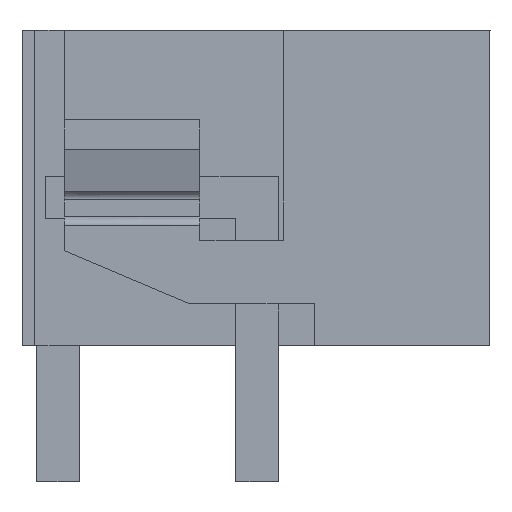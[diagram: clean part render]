
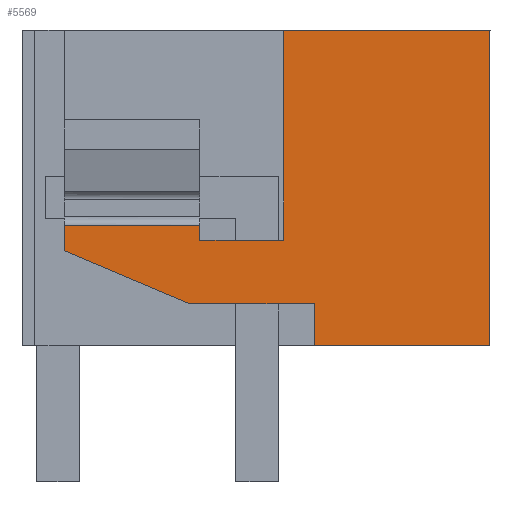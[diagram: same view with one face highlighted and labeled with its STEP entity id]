
A CAD part, left-side view. The second image highlights one B-rep face of the part: STEP entity #5569.
In plain terms, the highlighted planar face has unit normal (-1, 0, 0).
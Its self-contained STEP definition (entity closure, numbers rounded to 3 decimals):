
#5500=AXIS2_PLACEMENT_3D('Plane Axis2P3D',#5497,#5498,#5499) ;
#88=CARTESIAN_POINT('Vertex',(0.,0.,3.2)) ;
#93=CARTESIAN_POINT('Line Origine',(0.,2.075,3.2)) ;
#97=CARTESIAN_POINT('Vertex',(0.,4.15,3.2)) ;
#1866=CARTESIAN_POINT('Vertex',(0.,4.875,10.65)) ;
#1869=CARTESIAN_POINT('Line Origine',(0.,2.437,10.65)) ;
#1873=CARTESIAN_POINT('Vertex',(0.,0.,10.65)) ;
#5375=CARTESIAN_POINT('Line Origine',(0.,0.,6.925)) ;
#5497=CARTESIAN_POINT('Axis2P3D Location',(0.,11.05,0.)) ;
#5502=CARTESIAN_POINT('Line Origine',(0.,4.875,8.175)) ;
#5506=CARTESIAN_POINT('Vertex',(0.,4.875,5.7)) ;
#5509=CARTESIAN_POINT('Line Origine',(0.,5.863,5.7)) ;
#5513=CARTESIAN_POINT('Vertex',(0.,6.85,5.7)) ;
#5516=CARTESIAN_POINT('Line Origine',(0.,6.85,5.875)) ;
#5520=CARTESIAN_POINT('Vertex',(0.,6.85,6.05)) ;
#5523=CARTESIAN_POINT('Line Origine',(0.,8.45,6.05)) ;
#5527=CARTESIAN_POINT('Vertex',(0.,10.05,6.05)) ;
#5530=CARTESIAN_POINT('Line Origine',(0.,10.05,5.75)) ;
#5534=CARTESIAN_POINT('Vertex',(0.,10.05,5.45)) ;
#5537=CARTESIAN_POINT('Line Origine',(0.,8.571,4.823)) ;
#5541=CARTESIAN_POINT('Vertex',(0.,7.092,4.197)) ;
#5544=CARTESIAN_POINT('Line Origine',(0.,5.621,4.197)) ;
#5548=CARTESIAN_POINT('Vertex',(0.,4.15,4.197)) ;
#5551=CARTESIAN_POINT('Line Origine',(0.,4.15,3.698)) ;
#94=DIRECTION('Vector Direction',(0.,1.,0.)) ;
#1870=DIRECTION('Vector Direction',(0.,-1.,0.)) ;
#5376=DIRECTION('Vector Direction',(0.,0.,-1.)) ;
#5498=DIRECTION('Axis2P3D Direction',(-1.,0.,0.)) ;
#5499=DIRECTION('Axis2P3D XDirection',(0.,-1.,0.)) ;
#5503=DIRECTION('Vector Direction',(0.,0.,1.)) ;
#5510=DIRECTION('Vector Direction',(0.,1.,0.)) ;
#5517=DIRECTION('Vector Direction',(0.,0.,1.)) ;
#5524=DIRECTION('Vector Direction',(0.,-1.,0.)) ;
#5531=DIRECTION('Vector Direction',(0.,0.,-1.)) ;
#5538=DIRECTION('Vector Direction',(0.,0.921,0.39)) ;
#5545=DIRECTION('Vector Direction',(0.,-1.,0.)) ;
#5552=DIRECTION('Vector Direction',(0.,0.,-1.)) ;
#95=VECTOR('Line Direction',#94,1.) ;
#1871=VECTOR('Line Direction',#1870,1.) ;
#5377=VECTOR('Line Direction',#5376,1.) ;
#5504=VECTOR('Line Direction',#5503,1.) ;
#5511=VECTOR('Line Direction',#5510,1.) ;
#5518=VECTOR('Line Direction',#5517,1.) ;
#5525=VECTOR('Line Direction',#5524,1.) ;
#5532=VECTOR('Line Direction',#5531,1.) ;
#5539=VECTOR('Line Direction',#5538,1.) ;
#5546=VECTOR('Line Direction',#5545,1.) ;
#5553=VECTOR('Line Direction',#5552,1.) ;
#5557=ORIENTED_EDGE('',*,*,#99,.T.) ;
#5558=ORIENTED_EDGE('',*,*,#5379,.T.) ;
#5559=ORIENTED_EDGE('',*,*,#1875,.T.) ;
#5560=ORIENTED_EDGE('',*,*,#5508,.T.) ;
#5561=ORIENTED_EDGE('',*,*,#5515,.T.) ;
#5562=ORIENTED_EDGE('',*,*,#5522,.T.) ;
#5563=ORIENTED_EDGE('',*,*,#5529,.F.) ;
#5564=ORIENTED_EDGE('',*,*,#5536,.T.) ;
#5565=ORIENTED_EDGE('',*,*,#5543,.T.) ;
#5566=ORIENTED_EDGE('',*,*,#5550,.T.) ;
#5567=ORIENTED_EDGE('',*,*,#5555,.T.) ;
#5569=ADVANCED_FACE('HOUSING',(#5568),#5501,.T.) ;
#99=EDGE_CURVE('',#98,#89,#96,.F.) ;
#1875=EDGE_CURVE('',#1874,#1867,#1872,.F.) ;
#5379=EDGE_CURVE('',#89,#1874,#5378,.F.) ;
#5508=EDGE_CURVE('',#1867,#5507,#5505,.F.) ;
#5515=EDGE_CURVE('',#5507,#5514,#5512,.T.) ;
#5522=EDGE_CURVE('',#5514,#5521,#5519,.T.) ;
#5529=EDGE_CURVE('',#5528,#5521,#5526,.T.) ;
#5536=EDGE_CURVE('',#5528,#5535,#5533,.T.) ;
#5543=EDGE_CURVE('',#5535,#5542,#5540,.F.) ;
#5550=EDGE_CURVE('',#5542,#5549,#5547,.T.) ;
#5555=EDGE_CURVE('',#5549,#98,#5554,.T.) ;
#5556=EDGE_LOOP('',(#5557,#5558,#5559,#5560,#5561,#5562,#5563,#5564,#5565,#5566,#5567)) ;
#5568=FACE_OUTER_BOUND('',#5556,.T.) ;
#96=LINE('Line',#93,#95) ;
#1872=LINE('Line',#1869,#1871) ;
#5378=LINE('Line',#5375,#5377) ;
#5505=LINE('Line',#5502,#5504) ;
#5512=LINE('Line',#5509,#5511) ;
#5519=LINE('Line',#5516,#5518) ;
#5526=LINE('Line',#5523,#5525) ;
#5533=LINE('Line',#5530,#5532) ;
#5540=LINE('Line',#5537,#5539) ;
#5547=LINE('Line',#5544,#5546) ;
#5554=LINE('Line',#5551,#5553) ;
#5501=PLANE('',#5500) ;
#89=VERTEX_POINT('',#88) ;
#98=VERTEX_POINT('',#97) ;
#1867=VERTEX_POINT('',#1866) ;
#1874=VERTEX_POINT('',#1873) ;
#5507=VERTEX_POINT('',#5506) ;
#5514=VERTEX_POINT('',#5513) ;
#5521=VERTEX_POINT('',#5520) ;
#5528=VERTEX_POINT('',#5527) ;
#5535=VERTEX_POINT('',#5534) ;
#5542=VERTEX_POINT('',#5541) ;
#5549=VERTEX_POINT('',#5548) ;
